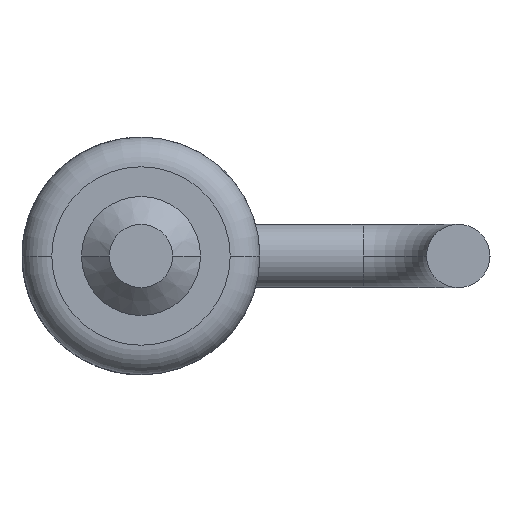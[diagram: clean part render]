
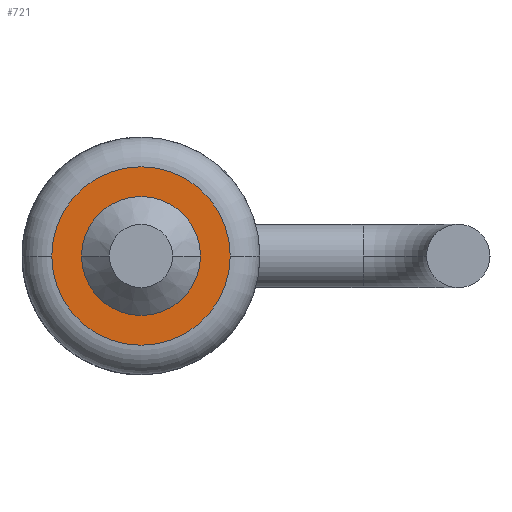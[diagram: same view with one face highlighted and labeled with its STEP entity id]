
A CAD part, front view. The second image highlights one B-rep face of the part: STEP entity #721.
In plain terms, the highlighted planar face has unit normal (0, -1, 0).
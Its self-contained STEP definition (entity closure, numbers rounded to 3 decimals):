
#29 = CARTESIAN_POINT ( 'NONE',  ( 0., 1.21, 0. ) ) ;
#281 = ORIENTED_EDGE ( 'NONE', *, *, #3201, .F. ) ;
#341 = DIRECTION ( 'NONE',  ( 0., 1., 0. ) ) ;
#348 = EDGE_CURVE ( 'NONE', #3108, #2257, #2737, .T. ) ;
#616 = CARTESIAN_POINT ( 'NONE',  ( -0.476, 1.21, 0. ) ) ;
#718 = FACE_BOUND ( 'NONE', #4769, .T. ) ;
#721 = ADVANCED_FACE ( 'NONE', ( #718, #3100 ), #4739, .F. ) ;
#787 = CARTESIAN_POINT ( 'NONE',  ( 0.714, 1.21, 0. ) ) ;
#872 = DIRECTION ( 'NONE',  ( 1., 0., 0. ) ) ;
#1210 = AXIS2_PLACEMENT_3D ( 'NONE', #29, #3707, #3365 ) ;
#1336 = AXIS2_PLACEMENT_3D ( 'NONE', #1594, #341, #1997 ) ;
#1341 = AXIS2_PLACEMENT_3D ( 'NONE', #3644, #5247, #4041 ) ;
#1594 = CARTESIAN_POINT ( 'NONE',  ( -0.714, 1.21, 0. ) ) ;
#1997 = DIRECTION ( 'NONE',  ( -1., 0., 0. ) ) ;
#2257 = VERTEX_POINT ( 'NONE', #5171 ) ;
#2359 = VERTEX_POINT ( 'NONE', #787 ) ;
#2439 = ORIENTED_EDGE ( 'NONE', *, *, #348, .F. ) ;
#2494 = CARTESIAN_POINT ( 'NONE',  ( -0.714, 1.21, 0. ) ) ;
#2737 = CIRCLE ( 'NONE', #3163, 0.476 ) ;
#3100 = FACE_OUTER_BOUND ( 'NONE', #3139, .T. ) ;
#3108 = VERTEX_POINT ( 'NONE', #616 ) ;
#3139 = EDGE_LOOP ( 'NONE', ( #3850, #4697 ) ) ;
#3163 = AXIS2_PLACEMENT_3D ( 'NONE', #3837, #4590, #5093 ) ;
#3201 = EDGE_CURVE ( 'NONE', #2257, #3108, #4082, .T. ) ;
#3365 = DIRECTION ( 'NONE',  ( 1., 0., 0. ) ) ;
#3644 = CARTESIAN_POINT ( 'NONE',  ( 0., 1.21, 0. ) ) ;
#3707 = DIRECTION ( 'NONE',  ( 0., -1., 0. ) ) ;
#3771 = AXIS2_PLACEMENT_3D ( 'NONE', #4579, #4869, #872 ) ;
#3837 = CARTESIAN_POINT ( 'NONE',  ( 0., 1.21, 0. ) ) ;
#3850 = ORIENTED_EDGE ( 'NONE', *, *, #4472, .T. ) ;
#4041 = DIRECTION ( 'NONE',  ( 1., 0., 0. ) ) ;
#4082 = CIRCLE ( 'NONE', #1341, 0.476 ) ;
#4216 = EDGE_CURVE ( 'NONE', #4619, #2359, #4798, .T. ) ;
#4379 = CIRCLE ( 'NONE', #1210, 0.714 ) ;
#4472 = EDGE_CURVE ( 'NONE', #2359, #4619, #4379, .T. ) ;
#4579 = CARTESIAN_POINT ( 'NONE',  ( 0., 1.21, 0. ) ) ;
#4590 = DIRECTION ( 'NONE',  ( 0., -1., 0. ) ) ;
#4619 = VERTEX_POINT ( 'NONE', #2494 ) ;
#4697 = ORIENTED_EDGE ( 'NONE', *, *, #4216, .T. ) ;
#4739 = PLANE ( 'NONE',  #1336 ) ;
#4769 = EDGE_LOOP ( 'NONE', ( #281, #2439 ) ) ;
#4798 = CIRCLE ( 'NONE', #3771, 0.714 ) ;
#4869 = DIRECTION ( 'NONE',  ( 0., -1., 0. ) ) ;
#5093 = DIRECTION ( 'NONE',  ( 1., 0., 0. ) ) ;
#5171 = CARTESIAN_POINT ( 'NONE',  ( 0.476, 1.21, 0. ) ) ;
#5247 = DIRECTION ( 'NONE',  ( 0., -1., 0. ) ) ;
